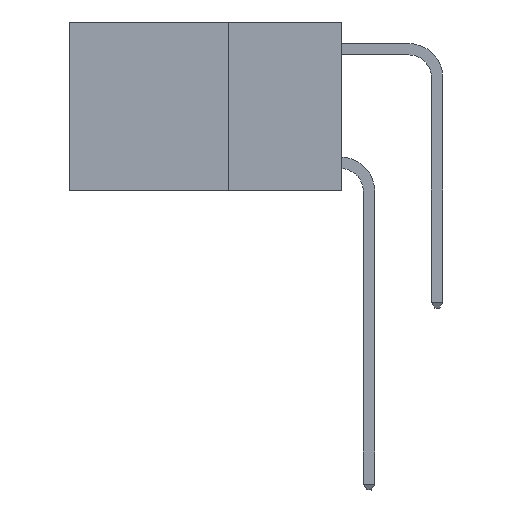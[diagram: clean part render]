
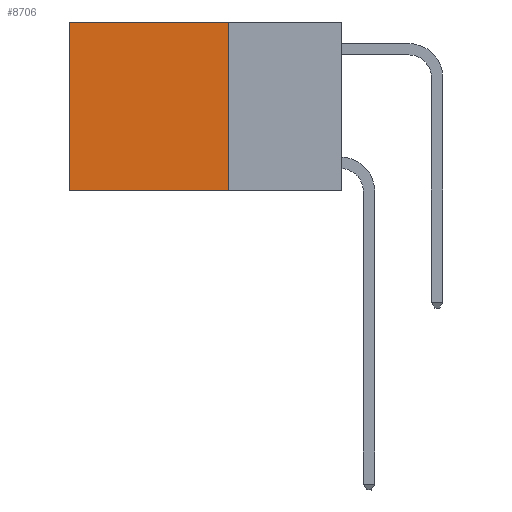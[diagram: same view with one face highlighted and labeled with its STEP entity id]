
A CAD part, left-side view. The second image highlights one B-rep face of the part: STEP entity #8706.
In plain terms, the highlighted planar face has unit normal (-1, 0, 0).
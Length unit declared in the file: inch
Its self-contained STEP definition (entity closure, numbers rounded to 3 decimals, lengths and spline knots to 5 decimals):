
#28 = LINE ( 'NONE', #4933, #9029 ) ;
#145 = VERTEX_POINT ( 'NONE', #8256 ) ;
#159 = LINE ( 'NONE', #1850, #8888 ) ;
#185 = LINE ( 'NONE', #4028, #4401 ) ;
#502 = ORIENTED_EDGE ( 'NONE', *, *, #10751, .T. ) ;
#518 = VERTEX_POINT ( 'NONE', #4760 ) ;
#1282 = EDGE_CURVE ( 'NONE', #1450, #518, #185, .T. ) ;
#1450 = VERTEX_POINT ( 'NONE', #7496 ) ;
#1617 = VECTOR ( 'NONE', #3258, 39.37008 ) ;
#1631 = EDGE_CURVE ( 'NONE', #6835, #145, #6407, .T. ) ;
#1850 = CARTESIAN_POINT ( 'NONE',  ( 0.2625, 0.25, 0. ) ) ;
#2633 = DIRECTION ( 'NONE',  ( 0., 1., 0. ) ) ;
#3258 = DIRECTION ( 'NONE',  ( 0., 1., 0. ) ) ;
#3285 = CARTESIAN_POINT ( 'NONE',  ( 0.2625, 0.25, 0. ) ) ;
#3494 = ORIENTED_EDGE ( 'NONE', *, *, #1282, .F. ) ;
#3499 = CARTESIAN_POINT ( 'NONE',  ( 0.2625, 0.25, 0. ) ) ;
#4028 = CARTESIAN_POINT ( 'NONE',  ( 0.2625, 0.25, -0.37 ) ) ;
#4401 = VECTOR ( 'NONE', #2633, 39.37008 ) ;
#4509 = DIRECTION ( 'NONE',  ( 0., 0., -1. ) ) ;
#4753 = ORIENTED_EDGE ( 'NONE', *, *, #7112, .F. ) ;
#4760 = CARTESIAN_POINT ( 'NONE',  ( 0.2625, 0.6, -0.37 ) ) ;
#4933 = CARTESIAN_POINT ( 'NONE',  ( 0.2625, 0.6, 0. ) ) ;
#5158 = CARTESIAN_POINT ( 'NONE',  ( 0.2625, 0.25, 0. ) ) ;
#5749 = ORIENTED_EDGE ( 'NONE', *, *, #1631, .T. ) ;
#5900 = DIRECTION ( 'NONE',  ( 0., 0., -1. ) ) ;
#6096 = DIRECTION ( 'NONE',  ( 0., 0., -1. ) ) ;
#6407 = LINE ( 'NONE', #3285, #1617 ) ;
#6835 = VERTEX_POINT ( 'NONE', #3499 ) ;
#7112 = EDGE_CURVE ( 'NONE', #6835, #1450, #159, .T. ) ;
#7496 = CARTESIAN_POINT ( 'NONE',  ( 0.2625, 0.25, -0.37 ) ) ;
#7858 = AXIS2_PLACEMENT_3D ( 'NONE', #5158, #10896, #6096 ) ;
#8197 = EDGE_LOOP ( 'NONE', ( #502, #3494, #4753, #5749 ) ) ;
#8256 = CARTESIAN_POINT ( 'NONE',  ( 0.2625, 0.6, 0. ) ) ;
#8706 = ADVANCED_FACE ( 'NONE', ( #11077 ), #9295, .F. ) ;
#8888 = VECTOR ( 'NONE', #4509, 39.37008 ) ;
#9029 = VECTOR ( 'NONE', #5900, 39.37008 ) ;
#9295 = PLANE ( 'NONE',  #7858 ) ;
#10751 = EDGE_CURVE ( 'NONE', #145, #518, #28, .T. ) ;
#10896 = DIRECTION ( 'NONE',  ( 1., 0., 0. ) ) ;
#11077 = FACE_OUTER_BOUND ( 'NONE', #8197, .T. ) ;
